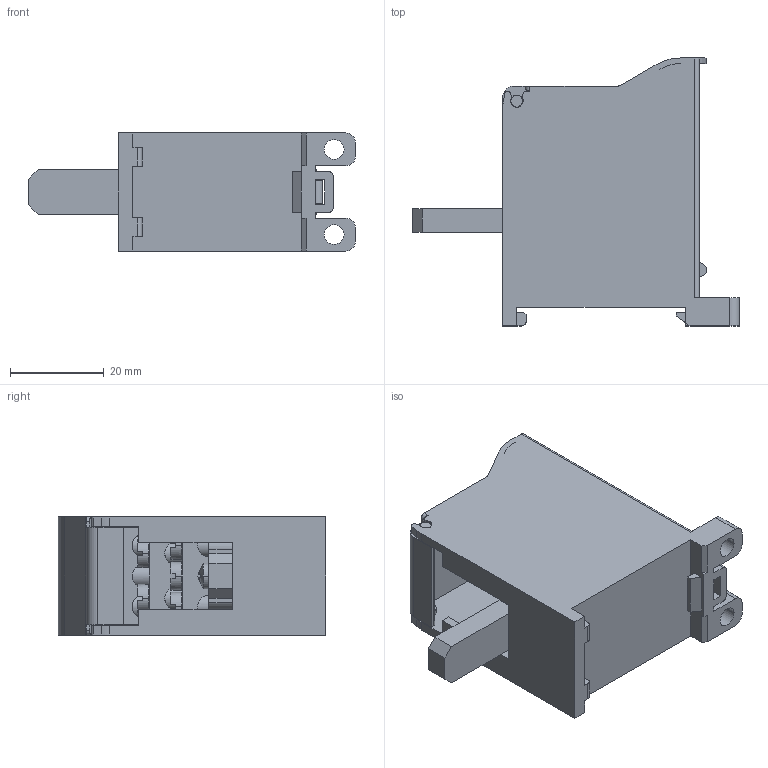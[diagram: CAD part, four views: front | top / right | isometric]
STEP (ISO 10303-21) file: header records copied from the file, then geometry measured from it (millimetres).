
FILE_DESCRIPTION((''),'2;1');
FILE_NAME('5YB576340_ASM','2023-12-04T',('dell'),(''),'PRO/ENGINEER BY PARAMETRIC TECHNOLOGY CORPORATION, 2013230','PRO/ENGINEER BY PARAMETRIC TECHNOLOGY CORPORATION, 2013230','');
FILE_SCHEMA(('AUTOMOTIVE_DESIGN { 1 0 10303 214 1 1 1 1 }'));
Length unit declared in the file: millimetre
Products named in the file (1): 5YB576340_ASM
Bounding box: 69.7 x 57.2 x 25.2 mm (x, y, z)
Volume: 37344.2 mm3; surface area: 20592.2 mm2
Topology: 1 solids, 4 shells, 547 faces, 1561 edges, 1019 vertices
Faces by surface type: plane 261, cylinder 206, cone 42, torus 18, sphere 18, bspline 2
Entity records: 21828 total; most frequent: CARTESIAN_POINT 5011, ORIENTED_EDGE 3084, DIRECTION 2989, EDGE_CURVE 1542, AXIS2_PLACEMENT_3D 1058, VERTEX_POINT 1019, VECTOR 873, LINE 873
